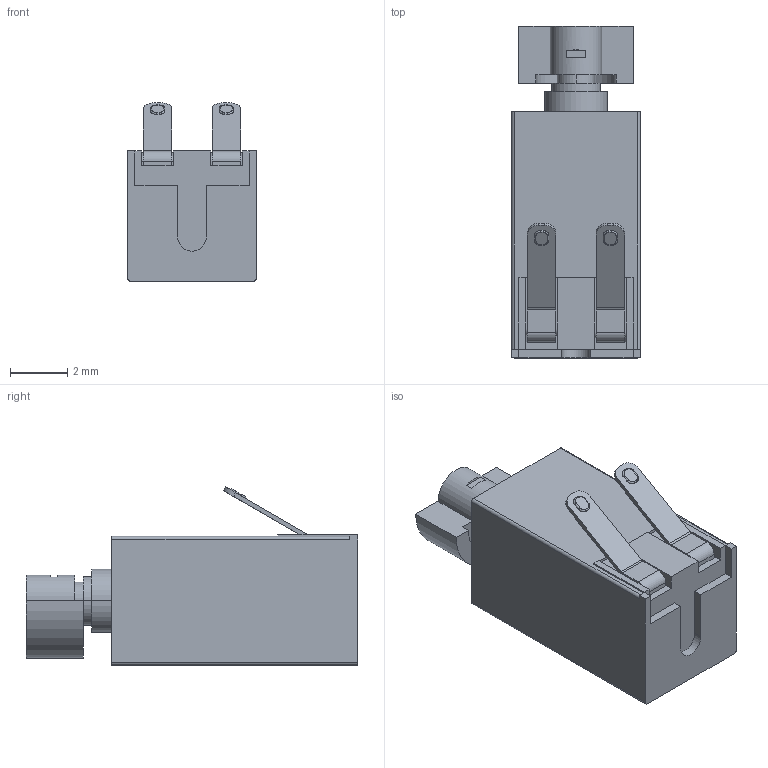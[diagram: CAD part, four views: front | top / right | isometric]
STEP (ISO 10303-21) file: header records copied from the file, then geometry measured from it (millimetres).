
FILE_DESCRIPTION((''),'2;1');
FILE_NAME('PRT0001','2022-08-16T',('Administrator'),(''),'PRO/ENGINEER BY PARAMETRIC TECHNOLOGY CORPORATION, 2001280','PRO/ENGINEER BY PARAMETRIC TECHNOLOGY CORPORATION, 2001280','');
FILE_SCHEMA(('CONFIG_CONTROL_DESIGN'));
Length unit declared in the file: millimetre
Products named in the file (1): PRT0001
Bounding box: 4.5 x 11.6 x 6.23 mm (x, y, z)
Volume: 185.9 mm3; surface area: 309.1 mm2
Topology: 1 solids, 3 shells, 161 faces, 422 edges, 274 vertices
Faces by surface type: plane 99, cylinder 52, torus 10
Entity records: 4987 total; most frequent: DIRECTION 866, CARTESIAN_POINT 862, ORIENTED_EDGE 844, EDGE_CURVE 422, VECTOR 296, LINE 296, AXIS2_PLACEMENT_3D 285, VERTEX_POINT 274
